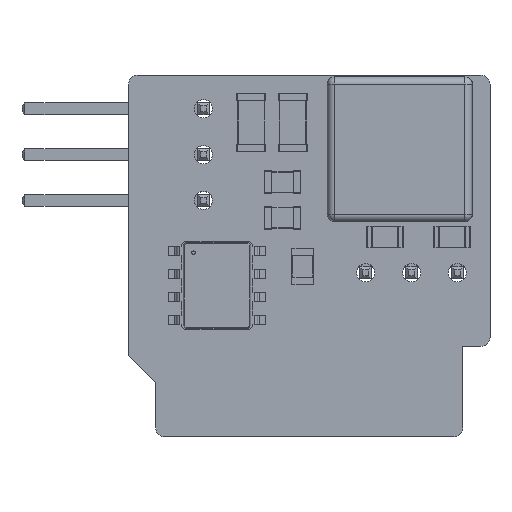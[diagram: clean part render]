
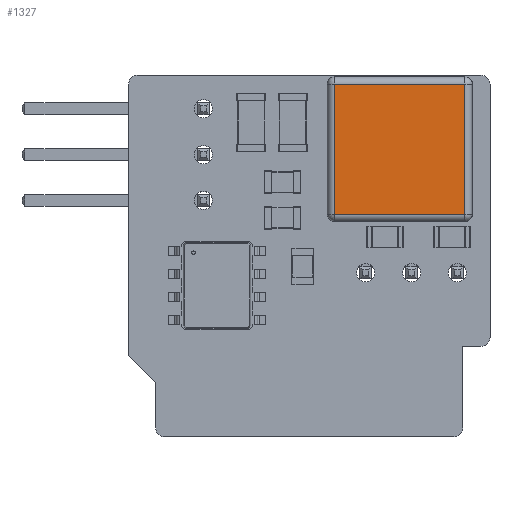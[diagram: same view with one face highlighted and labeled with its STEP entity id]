
A CAD part, top view. The second image highlights one B-rep face of the part: STEP entity #1327.
In plain terms, the highlighted planar face has unit normal (0, 0, 1).
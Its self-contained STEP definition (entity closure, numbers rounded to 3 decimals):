
#1046 = VERTEX_POINT('',#1047);
#1047 = CARTESIAN_POINT('',(-3.6,3.6,4.2));
#1056 = VERTEX_POINT('',#1057);
#1057 = CARTESIAN_POINT('',(-3.6,-3.6,4.2));
#1064 = EDGE_CURVE('',#1046,#1056,#1065,.T.);
#1065 = LINE('',#1066,#1067);
#1066 = CARTESIAN_POINT('',(-3.6,3.6,4.2));
#1067 = VECTOR('',#1068,1.);
#1068 = DIRECTION('',(-0.,-1.,-0.));
#1327 = ADVANCED_FACE('',(#1328),#1353,.T.);
#1328 = FACE_BOUND('',#1329,.T.);
#1329 = EDGE_LOOP('',(#1330,#1338,#1346,#1352));
#1330 = ORIENTED_EDGE('',*,*,#1331,.T.);
#1331 = EDGE_CURVE('',#1056,#1332,#1334,.T.);
#1332 = VERTEX_POINT('',#1333);
#1333 = CARTESIAN_POINT('',(3.6,-3.6,4.2));
#1334 = LINE('',#1335,#1336);
#1335 = CARTESIAN_POINT('',(-3.6,-3.6,4.2));
#1336 = VECTOR('',#1337,1.);
#1337 = DIRECTION('',(1.,0.,0.));
#1338 = ORIENTED_EDGE('',*,*,#1339,.T.);
#1339 = EDGE_CURVE('',#1332,#1340,#1342,.T.);
#1340 = VERTEX_POINT('',#1341);
#1341 = CARTESIAN_POINT('',(3.6,3.6,4.2));
#1342 = LINE('',#1343,#1344);
#1343 = CARTESIAN_POINT('',(3.6,-3.6,4.2));
#1344 = VECTOR('',#1345,1.);
#1345 = DIRECTION('',(0.,1.,0.));
#1346 = ORIENTED_EDGE('',*,*,#1347,.T.);
#1347 = EDGE_CURVE('',#1340,#1046,#1348,.T.);
#1348 = LINE('',#1349,#1350);
#1349 = CARTESIAN_POINT('',(3.6,3.6,4.2));
#1350 = VECTOR('',#1351,1.);
#1351 = DIRECTION('',(-1.,-0.,-0.));
#1352 = ORIENTED_EDGE('',*,*,#1064,.T.);
#1353 = PLANE('',#1354);
#1354 = AXIS2_PLACEMENT_3D('',#1355,#1356,#1357);
#1355 = CARTESIAN_POINT('',(-4.,-4.,4.2));
#1356 = DIRECTION('',(0.,0.,1.));
#1357 = DIRECTION('',(1.,0.,-0.));
